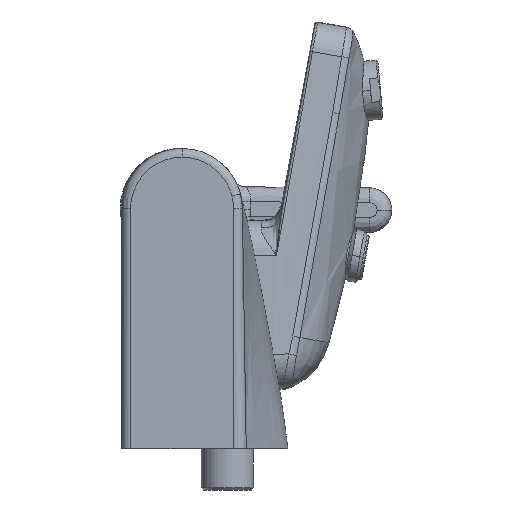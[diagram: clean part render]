
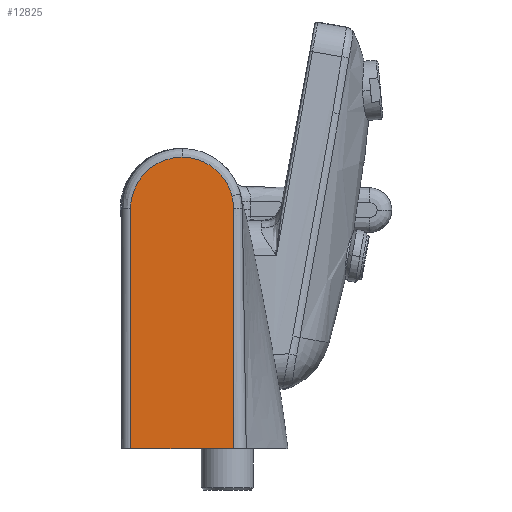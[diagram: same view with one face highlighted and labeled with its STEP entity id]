
A CAD part, left-side view. The second image highlights one B-rep face of the part: STEP entity #12825.
In plain terms, the highlighted planar face has unit normal (-1, 0, 0).
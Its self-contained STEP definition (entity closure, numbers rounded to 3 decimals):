
#464 = CARTESIAN_POINT ( 'NONE',  ( -127., -8.892, 18.888 ) ) ;
#526 = ORIENTED_EDGE ( 'NONE', *, *, #10749, .F. ) ;
#872 = B_SPLINE_CURVE_WITH_KNOTS ( 'NONE', 3,
 ( #14389, #7046, #2200, #10737, #3431, #11972, #4648, #13213, #5881, #14446 ),
 .UNSPECIFIED., .F., .F.,
 ( 4, 2, 2, 2, 4 ),
 ( 0., 0.324, 0.648, 0.865, 1. ),
 .UNSPECIFIED. ) ;
#1507 = DIRECTION ( 'NONE',  ( 0., 0., -1. ) ) ;
#1628 = DIRECTION ( 'NONE',  ( 0., 0., -1. ) ) ;
#1696 = CARTESIAN_POINT ( 'NONE',  ( -127., -14.538, 14.983 ) ) ;
#2200 = CARTESIAN_POINT ( 'NONE',  ( -127., 7.036, 19.838 ) ) ;
#2498 = LINE ( 'NONE', #12565, #15102 ) ;
#2676 = CARTESIAN_POINT ( 'NONE',  ( -127., 24.796, -96.828 ) ) ;
#2683 = VECTOR ( 'NONE', #9980, 1000. ) ;
#2934 = CARTESIAN_POINT ( 'NONE',  ( -127., -18.611, 9.457 ) ) ;
#3431 = CARTESIAN_POINT ( 'NONE',  ( -127., 15.803, 13.9 ) ) ;
#3622 = ORIENTED_EDGE ( 'NONE', *, *, #13069, .F. ) ;
#3803 = DIRECTION ( 'NONE',  ( -1., 0., 0. ) ) ;
#3894 = EDGE_CURVE ( 'NONE', #4518, #5701, #12058, .T. ) ;
#4096 = CARTESIAN_POINT ( 'NONE',  ( -127., -2.285, 20.752 ) ) ;
#4139 = CARTESIAN_POINT ( 'NONE',  ( -127., -20.108, 5.123 ) ) ;
#4518 = VERTEX_POINT ( 'NONE', #9482 ) ;
#4648 = CARTESIAN_POINT ( 'NONE',  ( -127., 19.791, 6.671 ) ) ;
#4907 = B_SPLINE_CURVE_WITH_KNOTS ( 'NONE', 3,
 ( #11142, #4096, #7768, #464, #9008, #1696, #10228, #2934, #11473, #4139 ),
 .UNSPECIFIED., .F., .F.,
 ( 4, 2, 2, 2, 4 ),
 ( 0., 0.25, 0.5, 0.75, 1. ),
 .UNSPECIFIED. ) ;
#5142 = VERTEX_POINT ( 'NONE', #9343 ) ;
#5701 = VERTEX_POINT ( 'NONE', #12667 ) ;
#5881 = CARTESIAN_POINT ( 'NONE',  ( -127., 20.749, 1.464 ) ) ;
#7030 = CARTESIAN_POINT ( 'NONE',  ( -127., 0.001, 0. ) ) ;
#7046 = CARTESIAN_POINT ( 'NONE',  ( -127., 3.518, 20.751 ) ) ;
#7053 = ORIENTED_EDGE ( 'NONE', *, *, #14659, .T. ) ;
#7768 = CARTESIAN_POINT ( 'NONE',  ( -127., -4.569, 20.371 ) ) ;
#7770 = LINE ( 'NONE', #14877, #11072 ) ;
#8167 = FACE_OUTER_BOUND ( 'NONE', #8780, .T. ) ;
#8252 = DIRECTION ( 'NONE',  ( 0., -0.969, 0.247 ) ) ;
#8693 = ORIENTED_EDGE ( 'NONE', *, *, #3894, .F. ) ;
#8780 = EDGE_LOOP ( 'NONE', ( #526, #3622, #8693, #12984, #7053, #12023 ) ) ;
#8930 = AXIS2_PLACEMENT_3D ( 'NONE', #7030, #15615, #8252 ) ;
#9008 = CARTESIAN_POINT ( 'NONE',  ( -127., -10.929, 17.787 ) ) ;
#9343 = CARTESIAN_POINT ( 'NONE',  ( -127., -20.75, -96.828 ) ) ;
#9482 = CARTESIAN_POINT ( 'NONE',  ( -127., -20.108, 5.123 ) ) ;
#9488 = EDGE_CURVE ( 'NONE', #15711, #13735, #2498, .T. ) ;
#9980 = DIRECTION ( 'NONE',  ( 0., 1., 0. ) ) ;
#10228 = CARTESIAN_POINT ( 'NONE',  ( -127., -16.108, 13.28 ) ) ;
#10737 = CARTESIAN_POINT ( 'NONE',  ( -127., 13.178, 16.412 ) ) ;
#10749 = EDGE_CURVE ( 'NONE', #5142, #13735, #15701, .T. ) ;
#11068 = PLANE ( 'NONE',  #11125 ) ;
#11072 = VECTOR ( 'NONE', #1628, 1000. ) ;
#11095 = CARTESIAN_POINT ( 'NONE',  ( -127., 20.75, 0. ) ) ;
#11125 = AXIS2_PLACEMENT_3D ( 'NONE', #11126, #3803, #12354 ) ;
#11126 = CARTESIAN_POINT ( 'NONE',  ( -127., 24.736, -98.969 ) ) ;
#11142 = CARTESIAN_POINT ( 'NONE',  ( -127., 0., 20.751 ) ) ;
#11473 = CARTESIAN_POINT ( 'NONE',  ( -127., -19.544, 7.337 ) ) ;
#11645 = CARTESIAN_POINT ( 'NONE',  ( -127., 20.75, -96.828 ) ) ;
#11972 = CARTESIAN_POINT ( 'NONE',  ( -127., 18.897, 8.897 ) ) ;
#12023 = ORIENTED_EDGE ( 'NONE', *, *, #9488, .T. ) ;
#12058 = CIRCLE ( 'NONE', #8930, 20.751 ) ;
#12326 = CARTESIAN_POINT ( 'NONE',  ( -127., 0., 20.751 ) ) ;
#12354 = DIRECTION ( 'NONE',  ( 0., 1., 0. ) ) ;
#12565 = CARTESIAN_POINT ( 'NONE',  ( -127., 20.75, -50.525 ) ) ;
#12667 = CARTESIAN_POINT ( 'NONE',  ( -127., -20.75, 0. ) ) ;
#12825 = ADVANCED_FACE ( 'NONE', ( #8167 ), #11068, .T. ) ;
#12984 = ORIENTED_EDGE ( 'NONE', *, *, #14190, .F. ) ;
#13069 = EDGE_CURVE ( 'NONE', #5701, #5142, #7770, .T. ) ;
#13213 = CARTESIAN_POINT ( 'NONE',  ( -127., 20.594, 2.928 ) ) ;
#13735 = VERTEX_POINT ( 'NONE', #11645 ) ;
#14190 = EDGE_CURVE ( 'NONE', #15700, #4518, #4907, .T. ) ;
#14389 = CARTESIAN_POINT ( 'NONE',  ( -127., 0., 20.751 ) ) ;
#14446 = CARTESIAN_POINT ( 'NONE',  ( -127., 20.75, 0. ) ) ;
#14659 = EDGE_CURVE ( 'NONE', #15700, #15711, #872, .T. ) ;
#14877 = CARTESIAN_POINT ( 'NONE',  ( -127., -20.75, -50.525 ) ) ;
#15102 = VECTOR ( 'NONE', #1507, 1000. ) ;
#15615 = DIRECTION ( 'NONE',  ( 1., 0., 0. ) ) ;
#15700 = VERTEX_POINT ( 'NONE', #12326 ) ;
#15701 = LINE ( 'NONE', #2676, #2683 ) ;
#15711 = VERTEX_POINT ( 'NONE', #11095 ) ;
